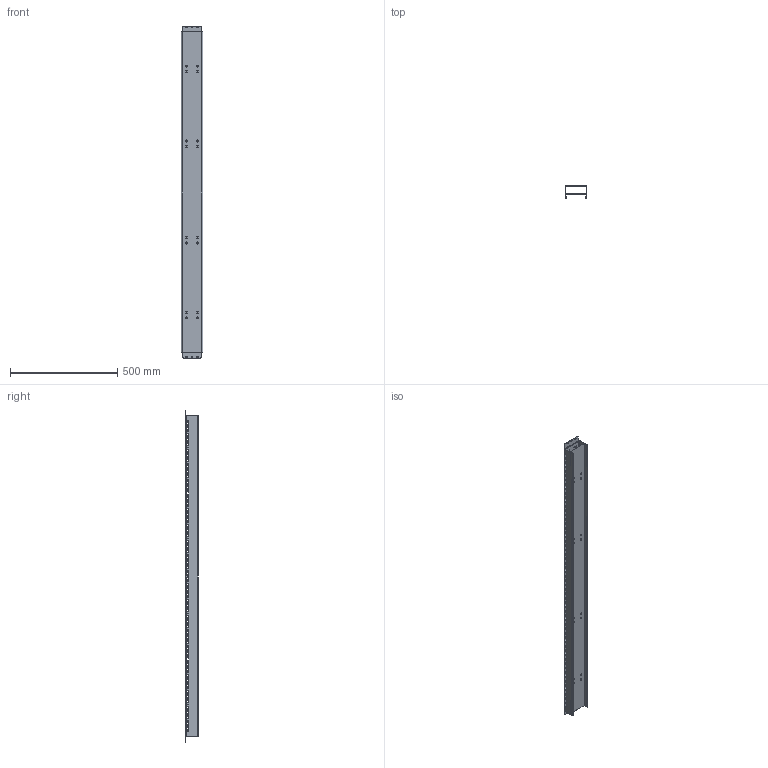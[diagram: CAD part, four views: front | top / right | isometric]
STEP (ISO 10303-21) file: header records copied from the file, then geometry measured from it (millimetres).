
FILE_DESCRIPTION (( 'STEP AP214' ), '1' );
FILE_NAME ('602.160.STEP', '2024-09-17T11:17:32', ( '' ), ( '' ), 'SwSTEP 2.0', 'SolidWorks 2021', '' );
FILE_SCHEMA (( 'AUTOMOTIVE_DESIGN' ));
Length unit declared in the file: millimetre
Products named in the file (3): 602.160-01; 602.160; 602.160-02
Assembly tree (2 placements, depth 2):
  602.160
    602.160-01
    602.160-02
Bounding box: 100 x 59.23 x 1550 mm (x, y, z)
Volume: 624887.8 mm3; surface area: 1067084.6 mm2
Topology: 2 solids, 2 shells, 1869 faces, 5523 edges, 3658 vertices
Faces by surface type: plane 1104, cylinder 749, bspline 16
Entity records: 65425 total; most frequent: CARTESIAN_POINT 11635, ORIENTED_EDGE 11046, DIRECTION 10693, EDGE_CURVE 5523, VECTOR 3981, LINE 3981, VERTEX_POINT 3658, AXIS2_PLACEMENT_3D 3356
